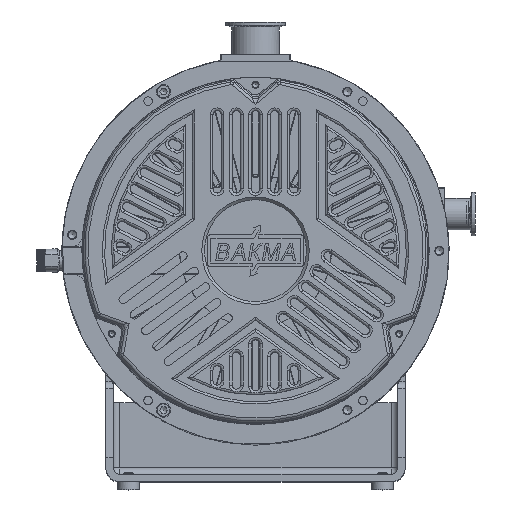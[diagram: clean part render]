
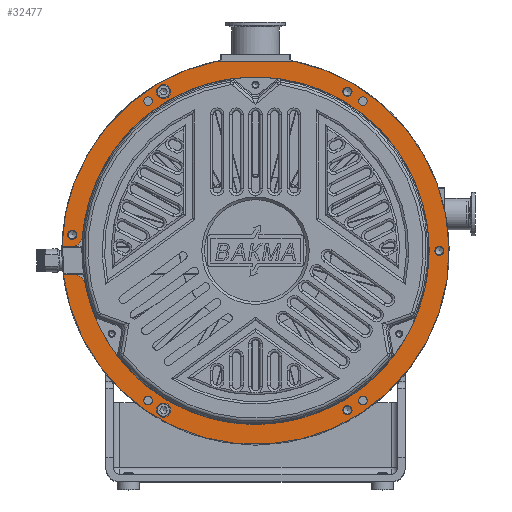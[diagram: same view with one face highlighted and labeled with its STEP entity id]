
A CAD part, top view. The second image highlights one B-rep face of the part: STEP entity #32477.
In plain terms, the highlighted planar face has unit normal (0, 0, 1).
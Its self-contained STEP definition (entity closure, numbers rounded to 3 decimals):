
#32477=ADVANCED_FACE('',(#141073,#141075,#141077,#141079,#141081,#141083,#141085,
#141087,#141089,#141091,#141093),#141095,.T.);
#141073=FACE_BOUND('',#141074,.T.);
#141074=EDGE_LOOP('',(#166873,#166874,#166875,#166876,#166877,#166878,#166879,#166880));
#141075=FACE_BOUND('',#141076,.T.);
#141076=EDGE_LOOP('',(#166881));
#141077=FACE_BOUND('',#141078,.T.);
#141078=EDGE_LOOP('',(#166882));
#141079=FACE_BOUND('',#141080,.T.);
#141080=EDGE_LOOP('',(#166883));
#141081=FACE_BOUND('',#141082,.T.);
#141082=EDGE_LOOP('',(#166884));
#141083=FACE_BOUND('',#141084,.T.);
#141084=EDGE_LOOP('',(#166885));
#141085=FACE_BOUND('',#141086,.T.);
#141086=EDGE_LOOP('',(#166886));
#141087=FACE_BOUND('',#141088,.T.);
#141088=EDGE_LOOP('',(#166887));
#141089=FACE_BOUND('',#141090,.T.);
#141090=EDGE_LOOP('',(#166888));
#141091=FACE_BOUND('',#141092,.T.);
#141092=EDGE_LOOP('',(#166889));
#141093=FACE_BOUND('',#141094,.T.);
#141094=EDGE_LOOP('',(#166890));
#141095=PLANE('',#141096);
#141096=AXIS2_PLACEMENT_3D('',#141097,#141098,#141099);
#141097=CARTESIAN_POINT('',(0.,0.,15.));
#141098=DIRECTION('',(0.,0.,1.));
#141099=DIRECTION('',(1.,0.,0.));
#166873=ORIENTED_EDGE('',*,*,#182254,.T.);
#166874=ORIENTED_EDGE('',*,*,#181037,.T.);
#166875=ORIENTED_EDGE('',*,*,#181032,.T.);
#166876=ORIENTED_EDGE('',*,*,#182257,.F.);
#166877=ORIENTED_EDGE('',*,*,#182258,.F.);
#166878=ORIENTED_EDGE('',*,*,#182259,.F.);
#166879=ORIENTED_EDGE('',*,*,#181439,.T.);
#166880=ORIENTED_EDGE('',*,*,#182256,.T.);
#166881=ORIENTED_EDGE('',*,*,#182260,.T.);
#166882=ORIENTED_EDGE('',*,*,#182261,.T.);
#166883=ORIENTED_EDGE('',*,*,#182262,.T.);
#166884=ORIENTED_EDGE('',*,*,#182263,.T.);
#166885=ORIENTED_EDGE('',*,*,#182264,.T.);
#166886=ORIENTED_EDGE('',*,*,#182265,.F.);
#166887=ORIENTED_EDGE('',*,*,#182266,.F.);
#166888=ORIENTED_EDGE('',*,*,#182267,.F.);
#166889=ORIENTED_EDGE('',*,*,#182268,.F.);
#166890=ORIENTED_EDGE('',*,*,#182269,.T.);
#181032=EDGE_CURVE('',#199788,#199786,#199789,.T.);
#181037=EDGE_CURVE('',#199794,#199788,#199797,.T.);
#181439=EDGE_CURVE('',#200456,#200454,#200457,.T.);
#182254=EDGE_CURVE('',#201758,#199794,#201759,.T.);
#182256=EDGE_CURVE('',#200454,#201758,#201761,.T.);
#182257=EDGE_CURVE('',#201762,#199786,#201763,.T.);
#182258=EDGE_CURVE('',#201764,#201762,#201765,.T.);
#182259=EDGE_CURVE('',#200456,#201764,#201766,.T.);
#182260=EDGE_CURVE('',#201767,#201767,#201768,.T.);
#182261=EDGE_CURVE('',#201769,#201769,#201770,.T.);
#182262=EDGE_CURVE('',#201771,#201771,#201772,.T.);
#182263=EDGE_CURVE('',#201773,#201773,#201774,.T.);
#182264=EDGE_CURVE('',#201775,#201775,#201776,.T.);
#182265=EDGE_CURVE('',#201777,#201777,#201778,.T.);
#182266=EDGE_CURVE('',#201779,#201779,#201780,.T.);
#182267=EDGE_CURVE('',#201781,#201781,#201782,.T.);
#182268=EDGE_CURVE('',#201783,#201783,#201784,.T.);
#182269=EDGE_CURVE('',#201785,#201785,#201786,.T.);
#199786=VERTEX_POINT('',#264692);
#199788=VERTEX_POINT('',#264696);
#199789=LINE('',#264697,#264698);
#199794=VERTEX_POINT('',#264708);
#199797=CIRCLE('',#264716,10.3);
#200454=VERTEX_POINT('',#266695);
#200456=VERTEX_POINT('',#266699);
#200457=LINE('',#266700,#266701);
#201758=VERTEX_POINT('',#271471);
#201759=CIRCLE('',#271472,160.);
#201761=CIRCLE('',#271479,10.3);
#201762=VERTEX_POINT('',#271483);
#201763=CIRCLE('',#271484,178.5);
#201764=VERTEX_POINT('',#271488);
#201765=LINE('',#271489,#271490);
#201766=CIRCLE('',#271492,178.5);
#201767=VERTEX_POINT('',#271496);
#201768=CIRCLE('',#271497,6.5);
#201769=VERTEX_POINT('',#271501);
#201770=CIRCLE('',#271502,4.25);
#201771=VERTEX_POINT('',#271506);
#201772=CIRCLE('',#271507,4.25);
#201773=VERTEX_POINT('',#271511);
#201774=CIRCLE('',#271512,4.25);
#201775=VERTEX_POINT('',#271516);
#201776=CIRCLE('',#271517,4.25);
#201777=VERTEX_POINT('',#271521);
#201778=CIRCLE('',#271522,4.);
#201779=VERTEX_POINT('',#271526);
#201780=CIRCLE('',#271527,4.);
#201781=VERTEX_POINT('',#271531);
#201782=CIRCLE('',#271532,4.);
#201783=VERTEX_POINT('',#271536);
#201784=CIRCLE('',#271537,4.);
#201785=VERTEX_POINT('',#271541);
#201786=CIRCLE('',#271542,6.5);
#264692=CARTESIAN_POINT('',(-177.139,-22.,15.));
#264696=CARTESIAN_POINT('',(-167.209,-22.,15.));
#264697=CARTESIAN_POINT('',(-167.209,-22.,15.));
#264698=VECTOR('',#264699,1.);
#264699=DIRECTION('',(-1.,0.,0.));
#264708=CARTESIAN_POINT('',(-157.096,-30.346,15.));
#264716=AXIS2_PLACEMENT_3D('',#264717,#264718,#264719);
#264717=CARTESIAN_POINT('',(-167.209,-32.3,15.));
#264718=DIRECTION('',(0.,0.,1.));
#264719=DIRECTION('',(0.982,0.19,0.));
#266695=CARTESIAN_POINT('',(-169.699,4.,15.));
#266699=CARTESIAN_POINT('',(-178.455,4.,15.));
#266700=CARTESIAN_POINT('',(-178.455,4.,15.));
#266701=VECTOR('',#266702,1.);
#266702=DIRECTION('',(1.,0.,0.));
#271471=CARTESIAN_POINT('',(-159.435,13.435,15.));
#271472=AXIS2_PLACEMENT_3D('',#271473,#271474,#271475);
#271473=CARTESIAN_POINT('',(0.,0.,15.));
#271474=DIRECTION('',(0.,0.,-1.));
#271475=DIRECTION('',(-0.996,0.084,0.));
#271479=AXIS2_PLACEMENT_3D('',#271480,#271481,#271482);
#271480=CARTESIAN_POINT('',(-169.699,14.3,15.));
#271481=DIRECTION('',(0.,0.,1.));
#271482=DIRECTION('',(0.,-1.,0.));
#271483=CARTESIAN_POINT('',(35.175,175.,15.));
#271484=AXIS2_PLACEMENT_3D('',#271485,#271486,#271487);
#271485=CARTESIAN_POINT('',(0.,0.,15.));
#271486=DIRECTION('',(0.,0.,-1.));
#271487=DIRECTION('',(0.197,0.98,0.));
#271488=CARTESIAN_POINT('',(-35.175,175.,15.));
#271489=CARTESIAN_POINT('',(-35.175,175.,15.));
#271490=VECTOR('',#271491,1.);
#271491=DIRECTION('',(1.,0.,0.));
#271492=AXIS2_PLACEMENT_3D('',#271493,#271494,#271495);
#271493=CARTESIAN_POINT('',(0.,0.,15.));
#271494=DIRECTION('',(0.,0.,-1.));
#271495=DIRECTION('',(-1.,0.022,0.));
#271496=CARTESIAN_POINT('',(-91.25,146.791,15.));
#271497=AXIS2_PLACEMENT_3D('',#271498,#271499,#271500);
#271498=CARTESIAN_POINT('',(-84.75,146.791,15.));
#271499=DIRECTION('',(0.,0.,-1.));
#271500=DIRECTION('',(-1.,0.,0.));
#271501=CARTESIAN_POINT('',(-168.855,19.023,15.));
#271502=AXIS2_PLACEMENT_3D('',#271503,#271504,#271505);
#271503=CARTESIAN_POINT('',(-168.855,14.773,15.));
#271504=DIRECTION('',(0.,0.,-1.));
#271505=DIRECTION('',(0.,1.,0.));
#271506=CARTESIAN_POINT('',(169.5,4.25,15.));
#271507=AXIS2_PLACEMENT_3D('',#271508,#271509,#271510);
#271508=CARTESIAN_POINT('',(169.5,0.,15.));
#271509=DIRECTION('',(-0.,-0.,-1.));
#271510=DIRECTION('',(-1.,0.,-0.));
#271511=CARTESIAN_POINT('',(84.75,-142.541,15.));
#271512=AXIS2_PLACEMENT_3D('',#271513,#271514,#271515);
#271513=CARTESIAN_POINT('',(84.75,-146.791,15.));
#271514=DIRECTION('',(0.,0.,-1.));
#271515=DIRECTION('',(0.,1.,0.));
#271516=CARTESIAN_POINT('',(84.75,151.041,15.));
#271517=AXIS2_PLACEMENT_3D('',#271518,#271519,#271520);
#271518=CARTESIAN_POINT('',(84.75,146.791,15.));
#271519=DIRECTION('',(0.,0.,-1.));
#271520=DIRECTION('',(0.,1.,0.));
#271521=CARTESIAN_POINT('',(99.,-142.,15.));
#271522=AXIS2_PLACEMENT_3D('',#271523,#271524,#271525);
#271523=CARTESIAN_POINT('',(99.,-138.,15.));
#271524=DIRECTION('',(0.,0.,1.));
#271525=DIRECTION('',(0.,-1.,0.));
#271526=CARTESIAN_POINT('',(-99.,-142.,15.));
#271527=AXIS2_PLACEMENT_3D('',#271528,#271529,#271530);
#271528=CARTESIAN_POINT('',(-99.,-138.,15.));
#271529=DIRECTION('',(0.,0.,1.));
#271530=DIRECTION('',(0.,-1.,0.));
#271531=CARTESIAN_POINT('',(-103.,138.,15.));
#271532=AXIS2_PLACEMENT_3D('',#271533,#271534,#271535);
#271533=CARTESIAN_POINT('',(-99.,138.,15.));
#271534=DIRECTION('',(-0.,-0.,1.));
#271535=DIRECTION('',(-1.,0.,0.));
#271536=CARTESIAN_POINT('',(99.,134.,15.));
#271537=AXIS2_PLACEMENT_3D('',#271538,#271539,#271540);
#271538=CARTESIAN_POINT('',(99.,138.,15.));
#271539=DIRECTION('',(0.,0.,1.));
#271540=DIRECTION('',(0.,-1.,0.));
#271541=CARTESIAN_POINT('',(-91.25,-146.791,15.));
#271542=AXIS2_PLACEMENT_3D('',#271543,#271544,#271545);
#271543=CARTESIAN_POINT('',(-84.75,-146.791,15.));
#271544=DIRECTION('',(0.,0.,-1.));
#271545=DIRECTION('',(-1.,0.,0.));
